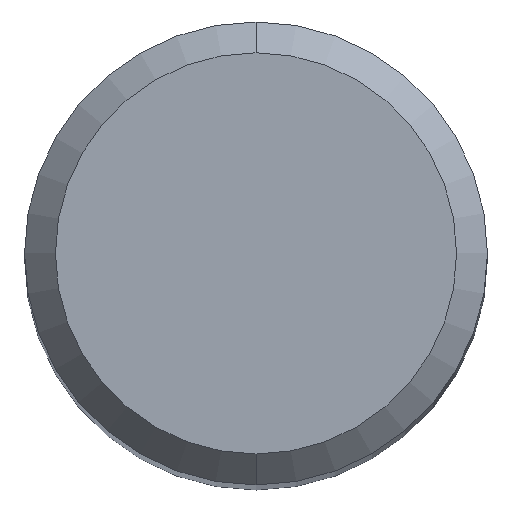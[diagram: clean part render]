
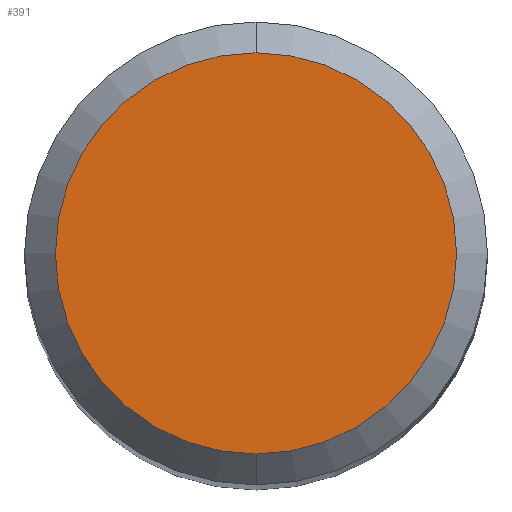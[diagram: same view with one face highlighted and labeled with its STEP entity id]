
A CAD part, top view. The second image highlights one B-rep face of the part: STEP entity #391.
In plain terms, the highlighted planar face has unit normal (0, 0, 1).
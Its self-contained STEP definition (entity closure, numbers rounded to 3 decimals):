
#289=EDGE_CURVE('',#337,#303,#607,.T.);
#303=VERTEX_POINT('',#621);
#337=VERTEX_POINT('',#658);
#373=EDGE_CURVE('',#303,#337,#698,.T.);
#391=ADVANCED_FACE('',(#718),#719,.T.);
#607=CIRCLE('',#1088,2.6);
#621=CARTESIAN_POINT('',(0.0,2.6,0.0));
#658=CARTESIAN_POINT('',(0.,-2.6,0.0));
#698=CIRCLE('',#1267,2.6);
#718=FACE_OUTER_BOUND('',#1297,.T.);
#719=PLANE('',#1298);
#1088=AXIS2_PLACEMENT_3D('',#1586,#1587,#1588);
#1267=AXIS2_PLACEMENT_3D('',#1686,#1687,#1688);
#1297=EDGE_LOOP('',(#1711,#1712));
#1298=AXIS2_PLACEMENT_3D('',#1713,#1714,#1715);
#1586=CARTESIAN_POINT('',(0.0,0.0,0.0));
#1587=DIRECTION('',(0.0,0.0,-1.0));
#1588=DIRECTION('',(0.0,1.0,0.0));
#1686=CARTESIAN_POINT('',(0.0,0.0,0.0));
#1687=DIRECTION('',(0.0,0.0,-1.0));
#1688=DIRECTION('',(0.0,1.0,0.0));
#1711=ORIENTED_EDGE('',*,*,#373,.F.);
#1712=ORIENTED_EDGE('',*,*,#289,.F.);
#1713=CARTESIAN_POINT('',(0.0,1.3,0.0));
#1714=DIRECTION('',(-0.0,0.0,1.0));
#1715=DIRECTION('',(0.0,-1.0,0.0));
